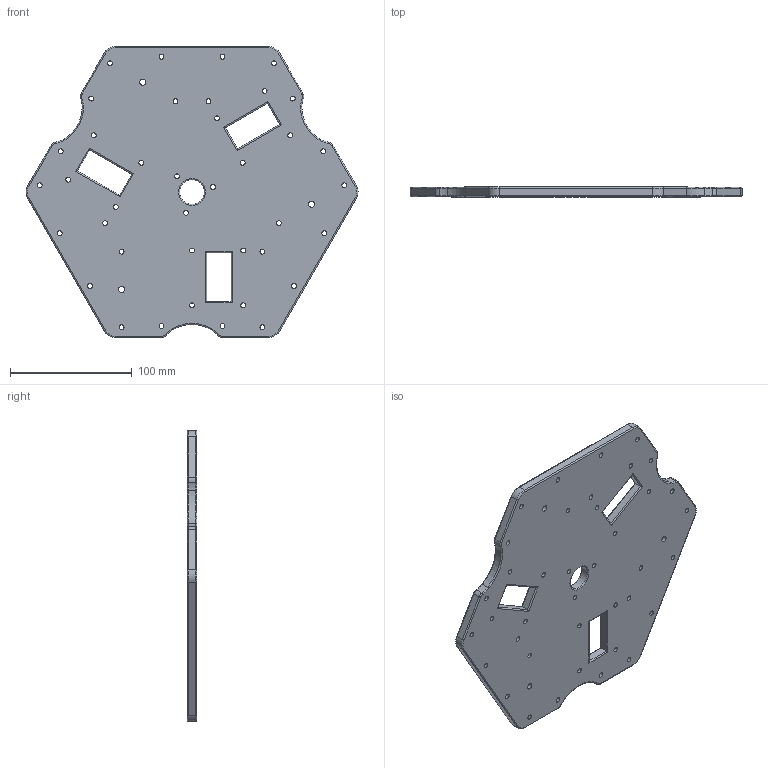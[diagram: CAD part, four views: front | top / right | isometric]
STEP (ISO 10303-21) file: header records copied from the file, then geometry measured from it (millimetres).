
FILE_DESCRIPTION(/* description */ (''),/* implementation_level */ '2;1');
FILE_NAME(/* name */ 'Bottom_Plate.step',/* time_stamp */ '2021-04-18T23:31:08+02:00',/* author */ (''),/* organization */ (''),/* preprocessor_version */ 'ST-DEVELOPER v18.1',/* originating_system */ 'Autodesk Translation Framework v10.6.0.1341',/* authorisation */ '');
FILE_SCHEMA (('AUTOMOTIVE_DESIGN { 1 0 10303 214 3 1 1 }'));
Length unit declared in the file: millimetre
Products named in the file (1): Platte_Bottom
Bounding box: 272.3 x 8 x 238.5 mm (x, y, z)
Volume: 359171.8 mm3; surface area: 103233.2 mm2
Topology: 1 solids, 1 shells, 173 faces, 429 edges, 258 vertices
Faces by surface type: cylinder 106, torus 44, plane 23
Full cylindrical faces by diameter (mm): 4 x39, 5 x3, 20 x1
Entity records: 5395 total; most frequent: DIRECTION 1037, CARTESIAN_POINT 861, ORIENTED_EDGE 858, AXIS2_PLACEMENT_3D 434, EDGE_CURVE 429, EDGE_LOOP 265, VERTEX_POINT 258, CIRCLE 236
